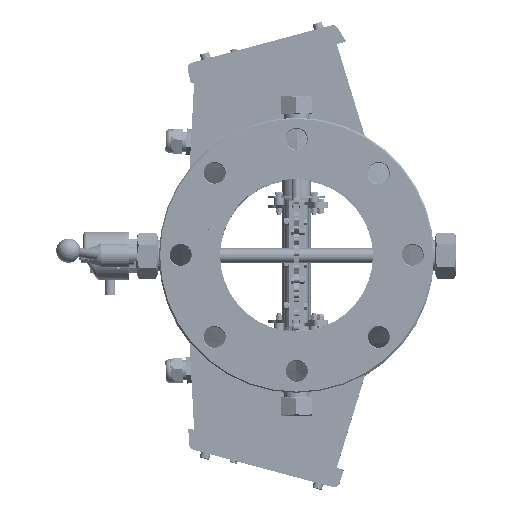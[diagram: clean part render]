
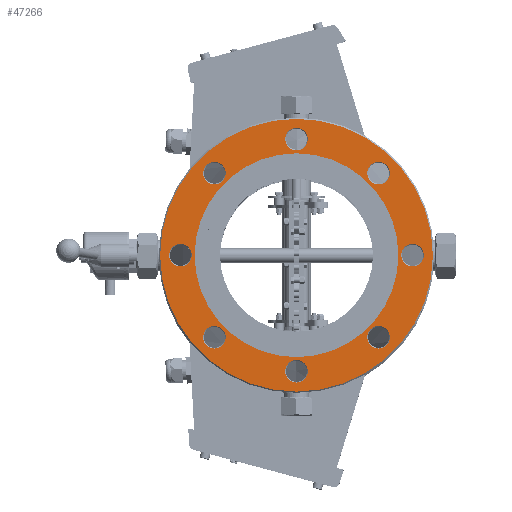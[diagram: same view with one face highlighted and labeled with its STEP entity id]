
A CAD part, top view. The second image highlights one B-rep face of the part: STEP entity #47266.
In plain terms, the highlighted face is planar.
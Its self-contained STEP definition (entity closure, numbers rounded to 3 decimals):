
#11921=PLANE('',#51493);
#13209=CIRCLE('',#51445,105.25);
#13237=CIRCLE('',#51492,11.625);
#13238=CIRCLE('',#51494,140.85);
#13239=CIRCLE('',#51495,11.625);
#13240=CIRCLE('',#51496,11.625);
#13241=CIRCLE('',#51497,11.625);
#13242=CIRCLE('',#51498,11.625);
#13243=CIRCLE('',#51499,11.625);
#13244=CIRCLE('',#51500,11.625);
#13245=CIRCLE('',#51501,11.625);
#14344=FACE_BOUND('',#19500,.T.);
#14345=FACE_BOUND('',#19501,.T.);
#14346=FACE_BOUND('',#19502,.T.);
#14347=FACE_BOUND('',#19503,.T.);
#14348=FACE_BOUND('',#19504,.T.);
#14349=FACE_BOUND('',#19505,.T.);
#14350=FACE_BOUND('',#19506,.T.);
#14351=FACE_BOUND('',#19507,.T.);
#14352=FACE_BOUND('',#19508,.T.);
#16274=FACE_OUTER_BOUND('',#19499,.T.);
#19499=EDGE_LOOP('',(#39480));
#19500=EDGE_LOOP('',(#39481));
#19501=EDGE_LOOP('',(#39482));
#19502=EDGE_LOOP('',(#39483));
#19503=EDGE_LOOP('',(#39484));
#19504=EDGE_LOOP('',(#39485));
#19505=EDGE_LOOP('',(#39486));
#19506=EDGE_LOOP('',(#39487));
#19507=EDGE_LOOP('',(#39488));
#19508=EDGE_LOOP('',(#39489));
#24082=VERTEX_POINT('',#78420);
#24110=VERTEX_POINT('',#78495);
#24111=VERTEX_POINT('',#78498);
#24112=VERTEX_POINT('',#78500);
#24113=VERTEX_POINT('',#78502);
#24114=VERTEX_POINT('',#78504);
#24115=VERTEX_POINT('',#78506);
#24116=VERTEX_POINT('',#78508);
#24117=VERTEX_POINT('',#78510);
#24118=VERTEX_POINT('',#78512);
#29557=EDGE_CURVE('',#24082,#24082,#13209,.T.);
#29585=EDGE_CURVE('',#24110,#24110,#13237,.T.);
#29586=EDGE_CURVE('',#24111,#24111,#13238,.T.);
#29587=EDGE_CURVE('',#24112,#24112,#13239,.T.);
#29588=EDGE_CURVE('',#24113,#24113,#13240,.T.);
#29589=EDGE_CURVE('',#24114,#24114,#13241,.T.);
#29590=EDGE_CURVE('',#24115,#24115,#13242,.T.);
#29591=EDGE_CURVE('',#24116,#24116,#13243,.T.);
#29592=EDGE_CURVE('',#24117,#24117,#13244,.T.);
#29593=EDGE_CURVE('',#24118,#24118,#13245,.T.);
#39480=ORIENTED_EDGE('',*,*,#29586,.F.);
#39481=ORIENTED_EDGE('',*,*,#29557,.T.);
#39482=ORIENTED_EDGE('',*,*,#29587,.F.);
#39483=ORIENTED_EDGE('',*,*,#29588,.F.);
#39484=ORIENTED_EDGE('',*,*,#29589,.F.);
#39485=ORIENTED_EDGE('',*,*,#29590,.F.);
#39486=ORIENTED_EDGE('',*,*,#29591,.F.);
#39487=ORIENTED_EDGE('',*,*,#29592,.F.);
#39488=ORIENTED_EDGE('',*,*,#29593,.F.);
#39489=ORIENTED_EDGE('',*,*,#29585,.F.);
#47266=ADVANCED_FACE('',(#16274,#14344,#14345,#14346,#14347,#14348,#14349,
#14350,#14351,#14352),#11921,.T.);
#51445=AXIS2_PLACEMENT_3D('',#78421,#60095,#60096);
#51492=AXIS2_PLACEMENT_3D('',#78496,#60189,#60190);
#51493=AXIS2_PLACEMENT_3D('',#78497,#60191,#60192);
#51494=AXIS2_PLACEMENT_3D('',#78499,#60193,#60194);
#51495=AXIS2_PLACEMENT_3D('',#78501,#60195,#60196);
#51496=AXIS2_PLACEMENT_3D('',#78503,#60197,#60198);
#51497=AXIS2_PLACEMENT_3D('',#78505,#60199,#60200);
#51498=AXIS2_PLACEMENT_3D('',#78507,#60201,#60202);
#51499=AXIS2_PLACEMENT_3D('',#78509,#60203,#60204);
#51500=AXIS2_PLACEMENT_3D('',#78511,#60205,#60206);
#51501=AXIS2_PLACEMENT_3D('',#78513,#60207,#60208);
#60095=DIRECTION('center_axis',(0.,1.,0.));
#60096=DIRECTION('ref_axis',(-1.,0.,0.));
#60189=DIRECTION('center_axis',(0.,-1.,0.));
#60190=DIRECTION('ref_axis',(-1.,0.,0.));
#60191=DIRECTION('center_axis',(0.,-1.,0.));
#60192=DIRECTION('ref_axis',(0.,0.,-1.));
#60193=DIRECTION('center_axis',(0.,1.,0.));
#60194=DIRECTION('ref_axis',(-1.,0.,0.));
#60195=DIRECTION('center_axis',(0.,-1.,0.));
#60196=DIRECTION('ref_axis',(-1.,0.,0.));
#60197=DIRECTION('center_axis',(0.,-1.,0.));
#60198=DIRECTION('ref_axis',(-1.,0.,0.));
#60199=DIRECTION('center_axis',(0.,-1.,0.));
#60200=DIRECTION('ref_axis',(-1.,0.,0.));
#60201=DIRECTION('center_axis',(0.,-1.,0.));
#60202=DIRECTION('ref_axis',(-1.,0.,0.));
#60203=DIRECTION('center_axis',(0.,-1.,0.));
#60204=DIRECTION('ref_axis',(-1.,0.,0.));
#60205=DIRECTION('center_axis',(0.,-1.,0.));
#60206=DIRECTION('ref_axis',(-1.,0.,0.));
#60207=DIRECTION('center_axis',(0.,-1.,0.));
#60208=DIRECTION('ref_axis',(-1.,0.,0.));
#78420=CARTESIAN_POINT('',(105.25,-27.5,0.));
#78421=CARTESIAN_POINT('Origin',(0.,-27.5,0.));
#78495=CARTESIAN_POINT('',(-108.25,-27.5,0.));
#78496=CARTESIAN_POINT('Origin',(-119.875,-27.5,0.));
#78497=CARTESIAN_POINT('Origin',(110.55,-27.5,0.));
#78498=CARTESIAN_POINT('',(140.85,-27.5,0.));
#78499=CARTESIAN_POINT('Origin',(0.,-27.5,0.));
#78500=CARTESIAN_POINT('',(11.625,-27.5,119.875));
#78501=CARTESIAN_POINT('Origin',(0.,-27.5,119.875));
#78502=CARTESIAN_POINT('',(131.5,-27.5,0.));
#78503=CARTESIAN_POINT('Origin',(119.875,-27.5,0.));
#78504=CARTESIAN_POINT('',(11.625,-27.5,-119.875));
#78505=CARTESIAN_POINT('Origin',(0.,-27.5,-119.875));
#78506=CARTESIAN_POINT('',(-73.139,-27.5,-84.764));
#78507=CARTESIAN_POINT('Origin',(-84.764,-27.5,-84.764));
#78508=CARTESIAN_POINT('',(96.389,-27.5,-84.764));
#78509=CARTESIAN_POINT('Origin',(84.764,-27.5,-84.764));
#78510=CARTESIAN_POINT('',(96.389,-27.5,84.764));
#78511=CARTESIAN_POINT('Origin',(84.764,-27.5,84.764));
#78512=CARTESIAN_POINT('',(-73.139,-27.5,84.764));
#78513=CARTESIAN_POINT('Origin',(-84.764,-27.5,84.764));
